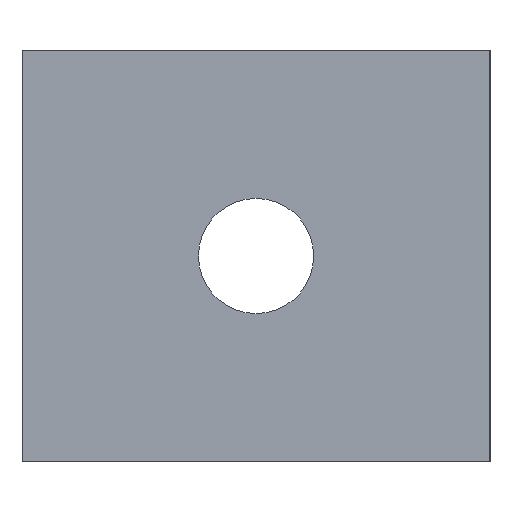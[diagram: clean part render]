
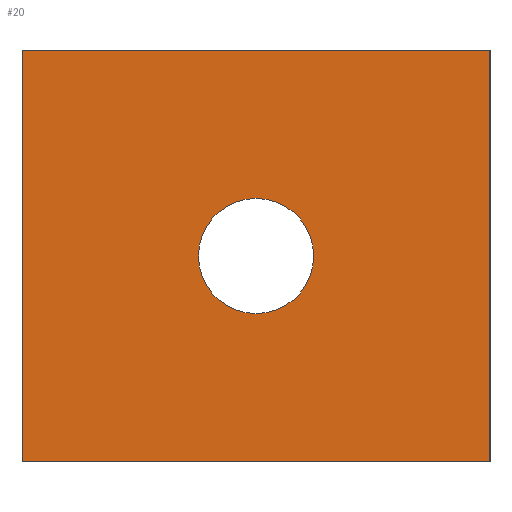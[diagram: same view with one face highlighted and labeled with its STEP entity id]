
A CAD part, left-side view. The second image highlights one B-rep face of the part: STEP entity #20.
In plain terms, the highlighted planar face has unit normal (-1, 0, 0).
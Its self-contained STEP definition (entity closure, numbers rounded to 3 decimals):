
#6 = FACE_BOUND ( 'NONE', #339, .T. ) ;
#20 = ADVANCED_FACE ( 'NONE', ( #6, #143 ), #150, .F. ) ;
#33 = VECTOR ( 'NONE', #120, 1000. ) ;
#39 = DIRECTION ( 'NONE',  ( 1., 0., 0. ) ) ;
#44 = EDGE_CURVE ( 'NONE', #164, #259, #439, .T. ) ;
#46 = VERTEX_POINT ( 'NONE', #297 ) ;
#70 = DIRECTION ( 'NONE',  ( 0., -1., 0. ) ) ;
#101 = EDGE_CURVE ( 'NONE', #242, #164, #225, .T. ) ;
#107 = LINE ( 'NONE', #240, #179 ) ;
#119 = EDGE_LOOP ( 'NONE', ( #330, #309, #342, #271 ) ) ;
#120 = DIRECTION ( 'NONE',  ( 0., -1., 0. ) ) ;
#124 = VECTOR ( 'NONE', #70, 1000. ) ;
#131 = AXIS2_PLACEMENT_3D ( 'NONE', #213, #451, #312 ) ;
#143 = FACE_OUTER_BOUND ( 'NONE', #119, .T. ) ;
#150 = PLANE ( 'NONE',  #171 ) ;
#164 = VERTEX_POINT ( 'NONE', #409 ) ;
#166 = DIRECTION ( 'NONE',  ( 0., 0., 1. ) ) ;
#170 = ORIENTED_EDGE ( 'NONE', *, *, #405, .F. ) ;
#171 = AXIS2_PLACEMENT_3D ( 'NONE', #358, #39, #390 ) ;
#173 = CARTESIAN_POINT ( 'NONE',  ( 0., 12.497, -3.076 ) ) ;
#177 = CARTESIAN_POINT ( 'NONE',  ( 0., 25., -10.998 ) ) ;
#179 = VECTOR ( 'NONE', #223, 1000. ) ;
#181 = EDGE_CURVE ( 'NONE', #46, #376, #352, .T. ) ;
#213 = CARTESIAN_POINT ( 'NONE',  ( 0., 12.497, 0. ) ) ;
#223 = DIRECTION ( 'NONE',  ( 0., 0., -1. ) ) ;
#225 = LINE ( 'NONE', #294, #33 ) ;
#231 = ORIENTED_EDGE ( 'NONE', *, *, #181, .F. ) ;
#237 = CIRCLE ( 'NONE', #131, 3.076 ) ;
#240 = CARTESIAN_POINT ( 'NONE',  ( 0., 25., 10.998 ) ) ;
#242 = VERTEX_POINT ( 'NONE', #338 ) ;
#243 = EDGE_CURVE ( 'NONE', #313, #259, #346, .T. ) ;
#254 = CARTESIAN_POINT ( 'NONE',  ( 0., 0., 10.998 ) ) ;
#258 = DIRECTION ( 'NONE',  ( 0., 0., -1. ) ) ;
#259 = VERTEX_POINT ( 'NONE', #442 ) ;
#271 = ORIENTED_EDGE ( 'NONE', *, *, #424, .T. ) ;
#294 = CARTESIAN_POINT ( 'NONE',  ( 0., 0., 10.998 ) ) ;
#297 = CARTESIAN_POINT ( 'NONE',  ( 0., 12.497, 3.076 ) ) ;
#309 = ORIENTED_EDGE ( 'NONE', *, *, #44, .F. ) ;
#310 = CARTESIAN_POINT ( 'NONE',  ( 0., 12.497, 0. ) ) ;
#312 = DIRECTION ( 'NONE',  ( 0., 0., 1. ) ) ;
#313 = VERTEX_POINT ( 'NONE', #177 ) ;
#330 = ORIENTED_EDGE ( 'NONE', *, *, #243, .T. ) ;
#338 = CARTESIAN_POINT ( 'NONE',  ( 0., 25., 10.998 ) ) ;
#339 = EDGE_LOOP ( 'NONE', ( #231, #170 ) ) ;
#342 = ORIENTED_EDGE ( 'NONE', *, *, #101, .F. ) ;
#343 = VECTOR ( 'NONE', #258, 1000. ) ;
#346 = LINE ( 'NONE', #441, #124 ) ;
#352 = CIRCLE ( 'NONE', #406, 3.076 ) ;
#358 = CARTESIAN_POINT ( 'NONE',  ( 0., 0., 10.998 ) ) ;
#376 = VERTEX_POINT ( 'NONE', #173 ) ;
#378 = DIRECTION ( 'NONE',  ( -1., 0., 0. ) ) ;
#390 = DIRECTION ( 'NONE',  ( 0., 0., -1. ) ) ;
#405 = EDGE_CURVE ( 'NONE', #376, #46, #237, .T. ) ;
#406 = AXIS2_PLACEMENT_3D ( 'NONE', #310, #378, #166 ) ;
#409 = CARTESIAN_POINT ( 'NONE',  ( 0., 0., 10.998 ) ) ;
#424 = EDGE_CURVE ( 'NONE', #242, #313, #107, .T. ) ;
#439 = LINE ( 'NONE', #254, #343 ) ;
#441 = CARTESIAN_POINT ( 'NONE',  ( 0., 0., -10.998 ) ) ;
#442 = CARTESIAN_POINT ( 'NONE',  ( 0., 0., -10.998 ) ) ;
#451 = DIRECTION ( 'NONE',  ( -1., 0., 0. ) ) ;
